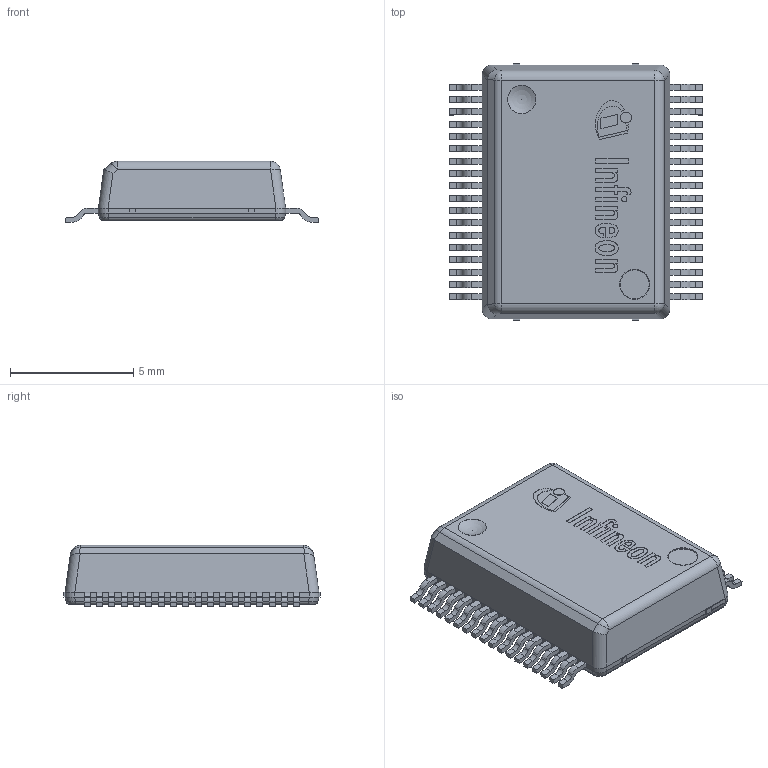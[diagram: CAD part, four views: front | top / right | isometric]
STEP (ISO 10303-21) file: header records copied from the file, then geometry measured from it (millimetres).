
FILE_DESCRIPTION(/* description */ (''),/* implementation_level */ '2;1');
FILE_NAME(/* name */ 'PG-DSO-36-72_Z8B00163638_V08_3D.stp',/* time_stamp */ '2019-10-30T16:26:01+06:00',/* author */ ('janartha'),/* organization */ (''),/* preprocessor_version */ 'ST-DEVELOPER v16.13',/* originating_system */ 'AutoCAD Mechanical',/* authorisation */ '');
FILE_SCHEMA (('AUTOMOTIVE_DESIGN { 1 0 10303 214 3 1 1 }'));
Length unit declared in the file: millimetre
Products named in the file (1): Product
Bounding box: 10.3 x 10.4 x 2.51 mm (x, y, z)
Volume: 199.2 mm3; surface area: 685.3 mm2
Topology: 57 solids, 57 shells, 799 faces, 2030 edges, 1346 vertices
Faces by surface type: plane 498, cylinder 286, sphere 7, torus 4, bspline 4
Full cylindrical faces by diameter (mm): 0.213 x1, 0.439 x1, 0.8 x1, 1.143 x2, 1.2 x1
Entity records: 24073 total; most frequent: CARTESIAN_POINT 4248, DIRECTION 4184, ORIENTED_EDGE 4024, EDGE_CURVE 2012, LINE 1432, VECTOR 1432, AXIS2_PLACEMENT_3D 1376, VERTEX_POINT 1340
